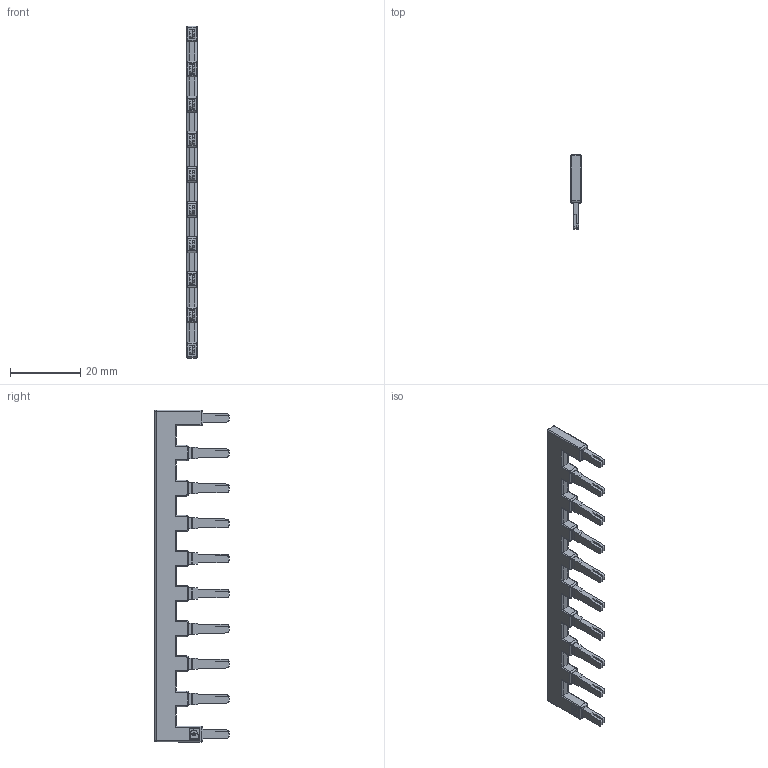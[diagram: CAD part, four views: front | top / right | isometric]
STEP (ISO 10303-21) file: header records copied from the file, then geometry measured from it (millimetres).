
FILE_DESCRIPTION(('SolidDesigner STEP Export'),'1');
FILE_NAME('fbsk_10-10.stp','2000-11-29T11:26:38',(''),(''), 'SolidDesigner STEP processor Version: 7.0(Mar 1999)for AP214(CD)(Solid Model)', 'CoCreate SolidDesigner: 08.01 19-Jun-2000(C) CoCreate Software GmbH','');
FILE_SCHEMA(('AUTOMOTIVE_DESIGN_CC2 {1 2 10303 214 -1 1 5 1}'));
Length unit declared in the file: millimetre
Products named in the file (1): fbsk_10-10
Bounding box: 3 x 21.07 x 94.5 mm (x, y, z)
Volume: 2639.1 mm3; surface area: 3197.8 mm2
Topology: 1 solids, 1 shells, 543 faces, 1454 edges, 923 vertices
Faces by surface type: plane 341, cylinder 158, torus 40, sphere 4
Entity records: 21028 total; most frequent: CARTESIAN_POINT 2903, ORIENTED_EDGE 2900, DIRECTION 2866, EDGE_CURVE 1450, VECTOR 1094, LINE 1094, VERTEX_POINT 923, AXIS2_PLACEMENT_3D 886
